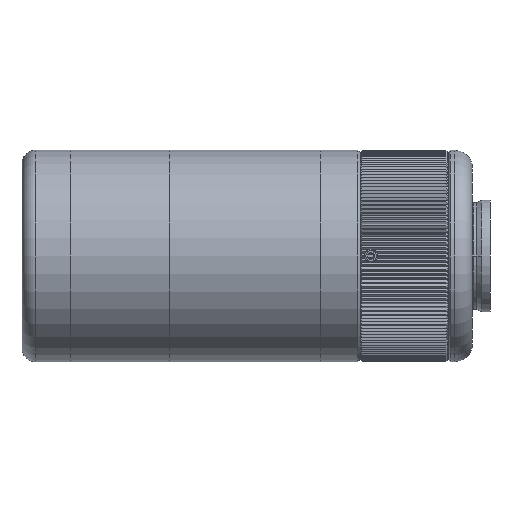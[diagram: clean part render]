
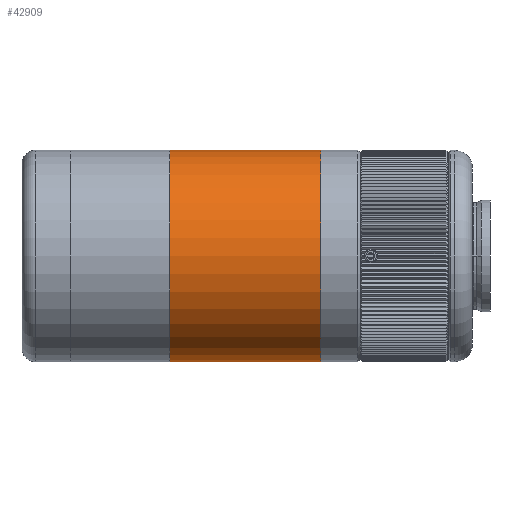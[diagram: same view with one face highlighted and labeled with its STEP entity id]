
A CAD part, front view. The second image highlights one B-rep face of the part: STEP entity #42909.
In plain terms, the highlighted cylindrical face has radius 24 mm (diameter 48 mm), a partial arc.
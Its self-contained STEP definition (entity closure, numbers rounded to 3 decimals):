
#1657 = ORIENTED_EDGE ( 'NONE', *, *, #30392, .T. ) ;
#4072 = DIRECTION ( 'NONE',  ( 1., 0., 0. ) ) ;
#4106 = AXIS2_PLACEMENT_3D ( 'NONE', #24492, #4072, #27943 ) ;
#5122 = LINE ( 'NONE', #6172, #31254 ) ;
#6172 = CARTESIAN_POINT ( 'NONE',  ( 71.81, 0., -24. ) ) ;
#7444 = DIRECTION ( 'NONE',  ( 1., 0., 0. ) ) ;
#9423 = ORIENTED_EDGE ( 'NONE', *, *, #33758, .F. ) ;
#10795 = CARTESIAN_POINT ( 'NONE',  ( 67.81, 0., -24. ) ) ;
#16466 = DIRECTION ( 'NONE',  ( 1., 0., 0. ) ) ;
#17512 = CARTESIAN_POINT ( 'NONE',  ( 71.81, 0., 0. ) ) ;
#19615 = VECTOR ( 'NONE', #37673, 1000. ) ;
#20425 = VERTEX_POINT ( 'NONE', #41468 ) ;
#21719 = AXIS2_PLACEMENT_3D ( 'NONE', #27860, #7444, #31296 ) ;
#23118 = CARTESIAN_POINT ( 'NONE',  ( 33.51, 0., 24. ) ) ;
#23927 = CARTESIAN_POINT ( 'NONE',  ( 71.81, 0., 24. ) ) ;
#24254 = CIRCLE ( 'NONE', #21719, 24. ) ;
#24400 = CARTESIAN_POINT ( 'NONE',  ( 67.81, 0., 24. ) ) ;
#24492 = CARTESIAN_POINT ( 'NONE',  ( 67.81, 0., 0. ) ) ;
#24587 = EDGE_LOOP ( 'NONE', ( #39817, #35431, #1657, #9423 ) ) ;
#27836 = EDGE_CURVE ( 'NONE', #33797, #28984, #28684, .T. ) ;
#27860 = CARTESIAN_POINT ( 'NONE',  ( 33.51, 0., 0. ) ) ;
#27943 = DIRECTION ( 'NONE',  ( 0., 0., -1. ) ) ;
#28684 = LINE ( 'NONE', #23927, #19615 ) ;
#28984 = VERTEX_POINT ( 'NONE', #24400 ) ;
#29507 = AXIS2_PLACEMENT_3D ( 'NONE', #17512, #34516, #37918 ) ;
#30392 = EDGE_CURVE ( 'NONE', #20425, #30604, #5122, .T. ) ;
#30604 = VERTEX_POINT ( 'NONE', #10795 ) ;
#31123 = EDGE_CURVE ( 'NONE', #33797, #20425, #24254, .T. ) ;
#31254 = VECTOR ( 'NONE', #16466, 1000. ) ;
#31296 = DIRECTION ( 'NONE',  ( 0., 0., -1. ) ) ;
#32429 = CYLINDRICAL_SURFACE ( 'NONE', #29507, 24. ) ;
#33758 = EDGE_CURVE ( 'NONE', #28984, #30604, #34288, .T. ) ;
#33797 = VERTEX_POINT ( 'NONE', #23118 ) ;
#34288 = CIRCLE ( 'NONE', #4106, 24. ) ;
#34516 = DIRECTION ( 'NONE',  ( 1., 0., 0. ) ) ;
#35431 = ORIENTED_EDGE ( 'NONE', *, *, #31123, .T. ) ;
#37673 = DIRECTION ( 'NONE',  ( 1., 0., 0. ) ) ;
#37918 = DIRECTION ( 'NONE',  ( 0., 0., -1. ) ) ;
#39817 = ORIENTED_EDGE ( 'NONE', *, *, #27836, .F. ) ;
#41468 = CARTESIAN_POINT ( 'NONE',  ( 33.51, 0., -24. ) ) ;
#41518 = FACE_OUTER_BOUND ( 'NONE', #24587, .T. ) ;
#42909 = ADVANCED_FACE ( 'NONE', ( #41518 ), #32429, .T. ) ;
